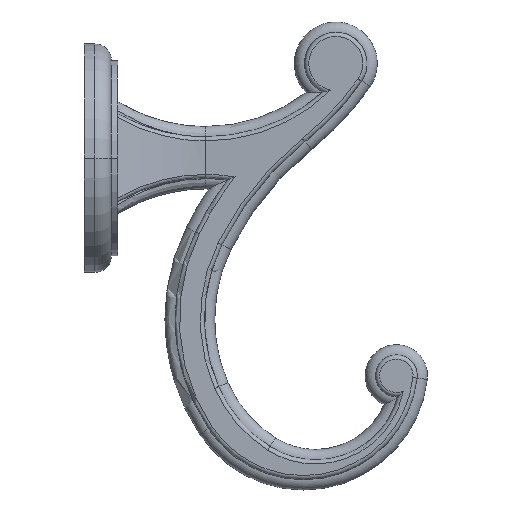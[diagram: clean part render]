
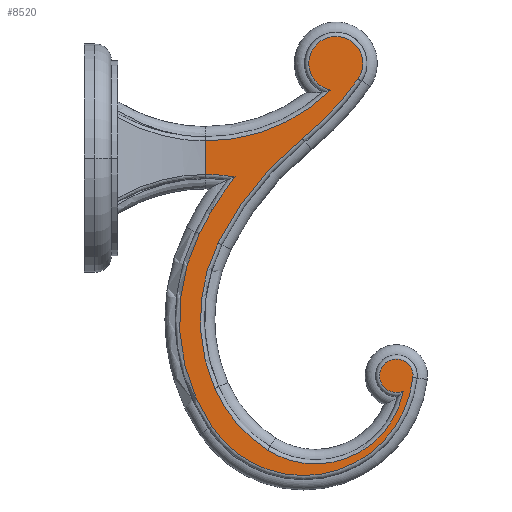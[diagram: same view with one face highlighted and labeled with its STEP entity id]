
A CAD part, left-side view. The second image highlights one B-rep face of the part: STEP entity #8520.
In plain terms, the highlighted planar face has unit normal (-1, 0, 0).
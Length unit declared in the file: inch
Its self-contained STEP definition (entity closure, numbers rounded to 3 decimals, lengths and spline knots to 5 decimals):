
#2740=CARTESIAN_POINT('',(4.9275,-0.83029,
0.1585));
#2943=DIRECTION('',(0.,0.,1.));
#2944=VECTOR('',#2943,0.317);
#2945=CARTESIAN_POINT('',(4.9275,-0.83029,
-0.1585));
#2946=LINE('',#2945,#2944);
#2947=CARTESIAN_POINT('',(4.9275,-0.83025,1.8705));
#2948=DIRECTION('',(-1.,0.,0.));
#2949=DIRECTION('',(0.,0.,-1.));
#2950=AXIS2_PLACEMENT_3D('',#2947,#2948,#2949);
#2952=CARTESIAN_POINT('',(4.9275,-2.06695,0.893));
#2953=DIRECTION('',(1.,0.,0.));
#2954=DIRECTION('',(0.,0.178,-0.984));
#2955=AXIS2_PLACEMENT_3D('',#2952,#2953,#2954);
#2957=CARTESIAN_POINT('',(4.9275,-2.06695,0.893));
#2958=DIRECTION('',(1.,0.,0.));
#2959=DIRECTION('',(0.,0.,1.));
#2960=AXIS2_PLACEMENT_3D('',#2957,#2958,#2959);
#2962=CARTESIAN_POINT('',(4.9275,-0.11355,2.2395));
#2963=DIRECTION('',(1.,0.,0.));
#2964=DIRECTION('',(0.,-0.823,-0.568));
#2965=AXIS2_PLACEMENT_3D('',#2962,#2963,#2964);
#2967=CARTESIAN_POINT('',(4.9275,-3.56302,-2.09812));
#2968=DIRECTION('',(-1.,0.,0.));
#2969=DIRECTION('',(0.,0.622,0.783));
#2970=AXIS2_PLACEMENT_3D('',#2967,#2968,#2969);
#2972=CARTESIAN_POINT('',(4.9275,-2.41592,-1.5313));
#2973=DIRECTION('',(-1.,0.,0.));
#2974=DIRECTION('',(0.,0.897,0.443));
#2975=AXIS2_PLACEMENT_3D('',#2972,#2973,#2974);
#2977=CARTESIAN_POINT('',(4.9275,-2.1268,-1.65779));
#2978=DIRECTION('',(-1.,0.,0.));
#2979=DIRECTION('',(0.,0.916,-0.401));
#2980=AXIS2_PLACEMENT_3D('',#2977,#2978,#2979);
#2982=CARTESIAN_POINT('',(4.9275,-1.87455,-2.05674));
#2983=DIRECTION('',(-1.,0.,0.));
#2984=DIRECTION('',(0.,0.535,-0.845));
#2985=AXIS2_PLACEMENT_3D('',#2982,#2983,#2984);
#2987=CARTESIAN_POINT('',(4.9275,-1.87455,-2.05674));
#2988=DIRECTION('',(-1.,0.,0.));
#2989=DIRECTION('',(0.,0.,-1.));
#2990=AXIS2_PLACEMENT_3D('',#2987,#2988,#2989);
#2992=CARTESIAN_POINT('',(4.9275,-2.64095,-2.0671));
#2993=DIRECTION('',(1.,0.,0.));
#2994=DIRECTION('',(0.,-0.412,-0.911));
#2995=AXIS2_PLACEMENT_3D('',#2992,#2993,#2994);
#2997=CARTESIAN_POINT('',(4.9275,-2.64095,-2.0671));
#2998=DIRECTION('',(1.,0.,0.));
#2999=DIRECTION('',(0.,0.,-1.));
#3000=AXIS2_PLACEMENT_3D('',#2997,#2998,#2999);
#3002=CARTESIAN_POINT('',(4.9275,-2.64095,-2.0671));
#3003=DIRECTION('',(1.,0.,0.));
#3004=DIRECTION('',(0.,0.,1.));
#3005=AXIS2_PLACEMENT_3D('',#3002,#3003,#3004);
#3007=CARTESIAN_POINT('',(4.9275,-1.76095,-1.96854));
#3008=DIRECTION('',(1.,0.,0.));
#3009=DIRECTION('',(0.,-0.994,-0.111));
#3010=AXIS2_PLACEMENT_3D('',#3007,#3008,#3009);
#3012=CARTESIAN_POINT('',(4.9275,-1.76095,-1.96854));
#3013=DIRECTION('',(1.,0.,0.));
#3014=DIRECTION('',(0.,0.,-1.));
#3015=AXIS2_PLACEMENT_3D('',#3012,#3013,#3014);
#3017=CARTESIAN_POINT('',(4.9275,-2.41592,-1.5313));
#3018=DIRECTION('',(1.,0.,0.));
#3019=DIRECTION('',(0.,0.832,-0.555));
#3020=AXIS2_PLACEMENT_3D('',#3017,#3018,#3019);
#3022=CARTESIAN_POINT('',(4.9275,-3.56302,-2.09812));
#3023=DIRECTION('',(1.,0.,0.));
#3024=DIRECTION('',(0.,0.897,0.443));
#3025=AXIS2_PLACEMENT_3D('',#3022,#3023,#3024);
#3027=CARTESIAN_POINT('',(4.9275,-0.83025,-1.8705));
#3028=DIRECTION('',(-1.,0.,0.));
#3029=DIRECTION('',(0.,-0.165,0.986));
#3030=AXIS2_PLACEMENT_3D('',#3027,#3028,#3029);
#3195=CARTESIAN_POINT('',(4.9275,-0.83029,
-0.1585));
#4287=VERTEX_POINT('',#3195);
#4290=VERTEX_POINT('',#2740);
#4308=CARTESIAN_POINT('',(4.9275,-1.74985,0.1819));
#4309=VERTEX_POINT('',#4308);
#4316=CARTESIAN_POINT('',(4.9275,-1.42235,-2.77174));
#4317=VERTEX_POINT('',#4316);
#4330=CARTESIAN_POINT('',(4.9275,-2.02128,
0.6407));
#4331=VERTEX_POINT('',#4330);
#4332=CARTESIAN_POINT('',(4.9275,-2.06695,1.1494));
#4333=VERTEX_POINT('',#4332);
#4334=CARTESIAN_POINT('',(4.9275,-2.27806,0.74748));
#4335=VERTEX_POINT('',#4334);
#4336=CARTESIAN_POINT('',(4.9275,-0.95138,-0.80762));
#4337=VERTEX_POINT('',#4336);
#4338=CARTESIAN_POINT('',(4.9275,-0.91943,-2.18637));
#4339=VERTEX_POINT('',#4338);
#4340=CARTESIAN_POINT('',(4.9275,-1.87455,-2.90274));
#4341=VERTEX_POINT('',#4340);
#4342=CARTESIAN_POINT('',(4.9275,-2.70628,-2.21151));
#4343=VERTEX_POINT('',#4342);
#4344=CARTESIAN_POINT('',(4.9275,-2.64095,-2.2256));
#4345=VERTEX_POINT('',#4344);
#4346=CARTESIAN_POINT('',(4.9275,-2.64095,-1.9086));
#4347=VERTEX_POINT('',#4346);
#4348=CARTESIAN_POINT('',(4.9275,-2.79847,-2.08474));
#4349=VERTEX_POINT('',#4348);
#4350=CARTESIAN_POINT('',(4.9275,-1.76095,-3.01254));
#4351=VERTEX_POINT('',#4350);
#4352=CARTESIAN_POINT('',(4.9275,-0.8927,-2.54825));
#4353=VERTEX_POINT('',#4352);
#4354=CARTESIAN_POINT('',(4.9275,-0.77394,-0.71995));
#4355=VERTEX_POINT('',#4354);
#4356=CARTESIAN_POINT('',(4.9275,-1.11223,-0.18188));
#4357=VERTEX_POINT('',#4356);
#8485=CARTESIAN_POINT('',(4.9275,-1.6915,-0.93157));
#8486=DIRECTION('',(1.,0.,0.));
#8487=DIRECTION('',(0.,0.,1.));
#8488=AXIS2_PLACEMENT_3D('',#8485,#8486,#8487);
#8489=PLANE('',#8488);
#8490=ORIENTED_EDGE('',*,*,#8094,.T.);
#8492=ORIENTED_EDGE('',*,*,#8491,.T.);
#8494=ORIENTED_EDGE('',*,*,#8493,.T.);
#8496=ORIENTED_EDGE('',*,*,#8495,.T.);
#8497=ORIENTED_EDGE('',*,*,#8315,.T.);
#8498=ORIENTED_EDGE('',*,*,#8331,.T.);
#8500=ORIENTED_EDGE('',*,*,#8499,.T.);
#8501=ORIENTED_EDGE('',*,*,#8388,.T.);
#8502=ORIENTED_EDGE('',*,*,#8408,.T.);
#8503=ORIENTED_EDGE('',*,*,#8406,.T.);
#8505=ORIENTED_EDGE('',*,*,#8504,.T.);
#8507=ORIENTED_EDGE('',*,*,#8506,.T.);
#8509=ORIENTED_EDGE('',*,*,#8508,.T.);
#8510=ORIENTED_EDGE('',*,*,#8474,.T.);
#8511=ORIENTED_EDGE('',*,*,#8472,.T.);
#8513=ORIENTED_EDGE('',*,*,#8512,.T.);
#8515=ORIENTED_EDGE('',*,*,#8514,.T.);
#8517=ORIENTED_EDGE('',*,*,#8516,.T.);
#8518=EDGE_LOOP('',(#8490,#8492,#8494,#8496,#8497,#8498,#8500,#8501,#8502,#8503,
#8505,#8507,#8509,#8510,#8511,#8513,#8515,#8517));
#8519=FACE_OUTER_BOUND('',#8518,.F.);
#8520=ADVANCED_FACE('',(#8519),#8489,.F.);
#2951=CIRCLE('',#2950,1.712);
#2956=CIRCLE('',#2955,0.2564);
#2961=CIRCLE('',#2960,0.2564);
#2966=CIRCLE('',#2965,2.62892);
#2971=CIRCLE('',#2970,2.91308);
#2976=CIRCLE('',#2975,1.63358);
#2981=CIRCLE('',#2980,1.318);
#2986=CIRCLE('',#2985,0.846);
#2991=CIRCLE('',#2990,0.846);
#2996=CIRCLE('',#2995,0.1585);
#3001=CIRCLE('',#3000,0.1585);
#3006=CIRCLE('',#3005,0.1585);
#3011=CIRCLE('',#3010,1.044);
#3016=CIRCLE('',#3015,1.044);
#3021=CIRCLE('',#3020,1.8315);
#3026=CIRCLE('',#3025,3.111);
#3031=CIRCLE('',#3030,1.712);
#8094=EDGE_CURVE('',#4287,#4290,#2946,.T.);
#8315=EDGE_CURVE('',#4335,#4309,#2966,.T.);
#8331=EDGE_CURVE('',#4309,#4337,#2971,.T.);
#8388=EDGE_CURVE('',#4339,#4317,#2981,.T.);
#8406=EDGE_CURVE('',#4341,#4343,#2991,.T.);
#8408=EDGE_CURVE('',#4317,#4341,#2986,.T.);
#8472=EDGE_CURVE('',#4351,#4353,#3016,.T.);
#8474=EDGE_CURVE('',#4349,#4351,#3011,.T.);
#8491=EDGE_CURVE('',#4290,#4331,#2951,.T.);
#8493=EDGE_CURVE('',#4331,#4333,#2956,.T.);
#8495=EDGE_CURVE('',#4333,#4335,#2961,.T.);
#8499=EDGE_CURVE('',#4337,#4339,#2976,.T.);
#8504=EDGE_CURVE('',#4343,#4345,#2996,.T.);
#8506=EDGE_CURVE('',#4345,#4347,#3001,.T.);
#8508=EDGE_CURVE('',#4347,#4349,#3006,.T.);
#8512=EDGE_CURVE('',#4353,#4355,#3021,.T.);
#8514=EDGE_CURVE('',#4355,#4357,#3026,.T.);
#8516=EDGE_CURVE('',#4357,#4287,#3031,.T.);
